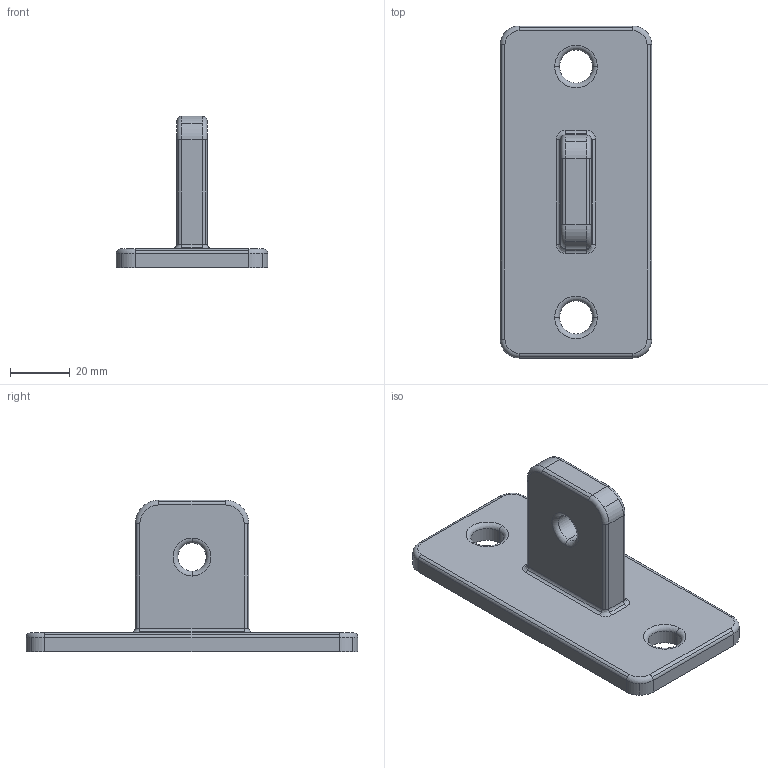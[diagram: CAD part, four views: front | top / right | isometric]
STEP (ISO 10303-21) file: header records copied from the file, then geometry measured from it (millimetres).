
FILE_DESCRIPTION((''),'2;1');
FILE_NAME('m-58.stp','2001-12-31T17:56:16',('Administrator'),(''),'Autodesk Inventor (tm) 3.0','Autodesk Inventor (tm) 3.0','');
FILE_SCHEMA(('CONFIG_CONTROL_DESIGN'));
Length unit declared in the file: inch
Products named in the file (1): m-58
Bounding box: 50.8 x 111.25 x 50.8 mm (x, y, z)
Volume: 50324 mm3; surface area: 17082.8 mm2
Topology: 1 solids, 1 shells, 77 faces, 190 edges, 116 vertices
Faces by surface type: cylinder 40, torus 16, plane 11, bspline 10
Entity records: 2655 total; most frequent: CARTESIAN_POINT 662, DIRECTION 446, ORIENTED_EDGE 380, EDGE_CURVE 190, AXIS2_PLACEMENT_3D 188, CIRCLE 120, VERTEX_POINT 116, EDGE_LOOP 84
